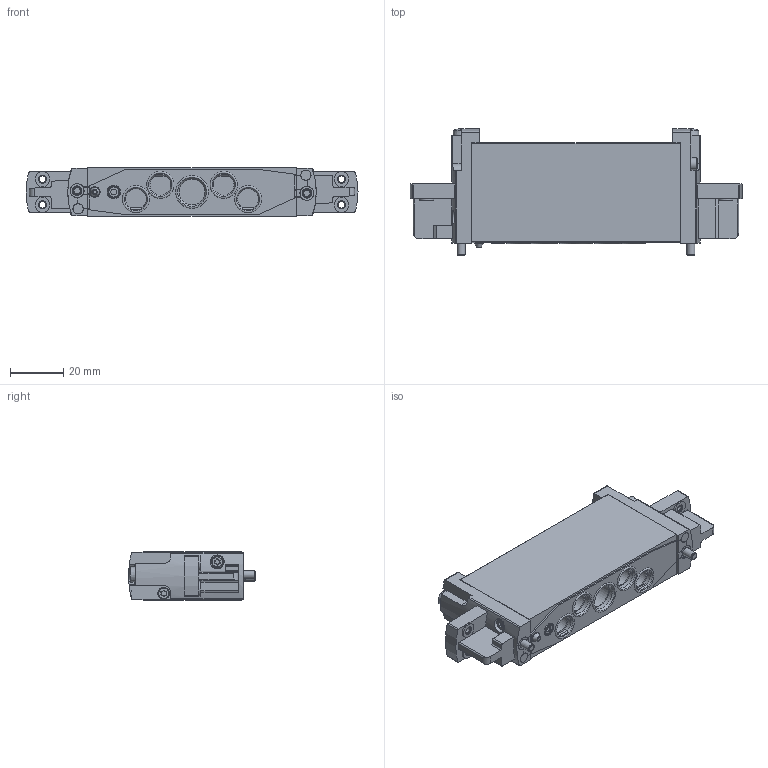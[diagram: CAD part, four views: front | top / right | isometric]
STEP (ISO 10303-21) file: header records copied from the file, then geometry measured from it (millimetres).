
FILE_DESCRIPTION(/* description */ ('STEP AP214'),/* implementation_level */ '2;1');
FILE_NAME(/* name */ '8033560_VUVG-B18-T32U-AZ-F-P1',/* time_stamp */ '2024-09-17T13:40:38+02:00',/* author */ ('License CC BY-ND 4.0'),/* organization */ ('CADENAS'),/* preprocessor_version */ 'ST-DEVELOPER v19.3',/* originating_system */ 'PARTsolutions',/* authorisation */ ' ');
FILE_SCHEMA (('AUTOMOTIVE_DESIGN {1 0 10303 214 3 1 1}'));
Length unit declared in the file: millimetre
Products named in the file (4): 8033560 VUVG-B18-T32U-AZ-F-P1; 564212 VUVG-B-18-T32U-AZH-F--1P1--------(G); 1457450 M3X45-10.9; 574480 VABD-L1-18B-S-G14---(DR)
Assembly tree (4 placements, depth 2):
  8033560 VUVG-B18-T32U-AZ-F-P1
    564212 VUVG-B-18-T32U-AZH-F--1P1--------(G)
    1457450 M3X45-10.9  x2
    574480 VABD-L1-18B-S-G14---(DR)
Bounding box: 124.8 x 47.6 x 18.3 mm (x, y, z)
Volume: 65057.4 mm3; surface area: 21645.7 mm2
Topology: 4 solids, 4 shells, 595 faces, 1534 edges, 991 vertices
Faces by surface type: plane 304, cylinder 207, cone 42, torus 40, sphere 2
Full cylindrical faces by diameter (mm): 2.2 x2, 2.459 x4, 2.6 x2, 3 x6, 3.4 x2, 3.5 x2, 3.6 x4, 3.8 x2, 4 x4, 4.2 x1, 4.5 x4, 4.75 x2, 5.2 x2, 5.6 x4, 7.8 x4, 7.9 x4, 9.7 x1, 10 x1, 10.1 x4, 10.2 x4, 12.2 x1, 12.3 x1
Entity records: 19231 total; most frequent: CARTESIAN_POINT 3175, DIRECTION 2964, ORIENTED_EDGE 2674, EDGE_CURVE 1337, AXIS2_PLACEMENT_3D 1139, VERTEX_POINT 934, FACE_BOUND 777, EDGE_LOOP 776
